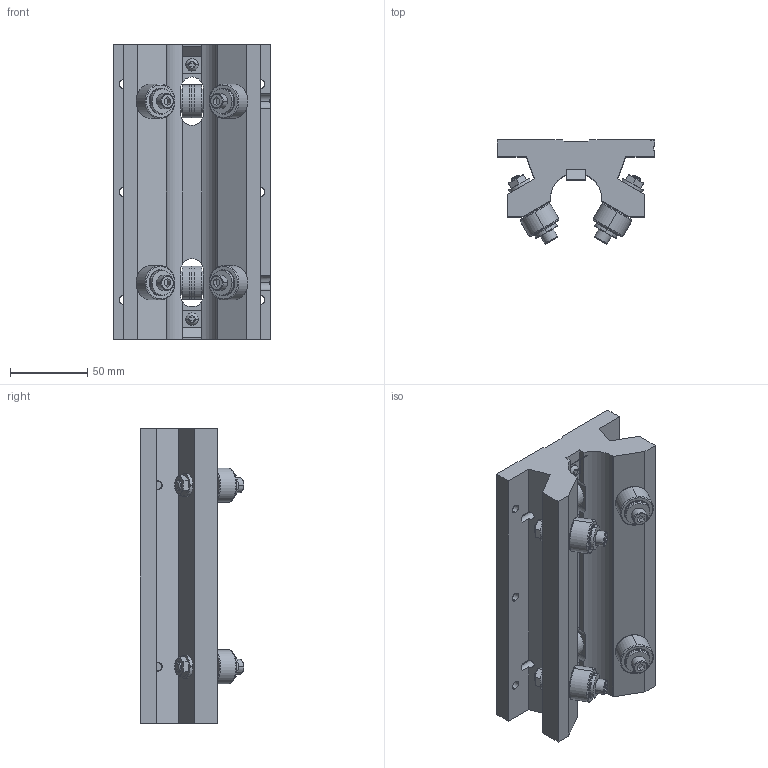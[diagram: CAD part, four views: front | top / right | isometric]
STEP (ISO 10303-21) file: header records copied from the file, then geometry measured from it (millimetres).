
FILE_DESCRIPTION (( 'STEP AP203' ), '1' );
FILE_NAME ('RollerBearing_774D358E9B.step', '2021-10-11T18:06:32', ( '' ), ( '' ), 'SwSTEP 2.0', 'SolidWorks 2019', '' );
FILE_SCHEMA (( 'CONFIG_CONTROL_DESIGN' ));
Length unit declared in the file: inch
Products named in the file (3): rOD3Tkhfa7_CADModel_0; RollerBearing_774D358E9B
Assembly tree (1 placements, depth 2):
  RollerBearing_774D358E9B
    rOD3Tkhfa7_CADModel_0
  rOD3Tkhfa7_CADModel_0
Bounding box: 101.6 x 67.17 x 190.5 mm (x, y, z)
Volume: 567539.9 mm3; surface area: 114866.2 mm2
Topology: 30 solids, 30 shells, 743 faces, 1697 edges, 1062 vertices
Faces by surface type: plane 260, cylinder 249, cone 190, bspline 32, torus 8, sphere 4
Entity records: 23405 total; most frequent: CARTESIAN_POINT 6025, DIRECTION 3795, ORIENTED_EDGE 3370, EDGE_CURVE 1685, AXIS2_PLACEMENT_3D 1516, VERTEX_POINT 1062, EDGE_LOOP 875, CIRCLE 800
